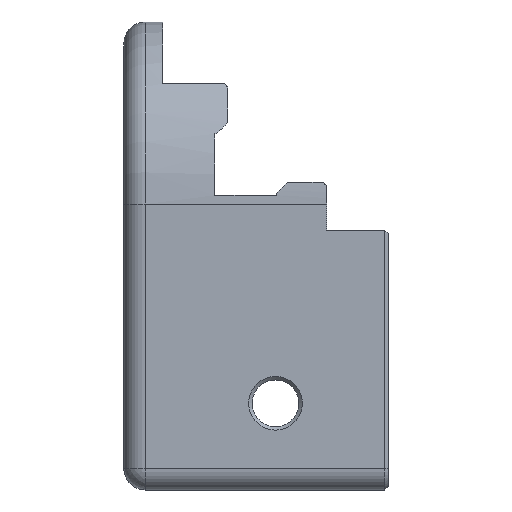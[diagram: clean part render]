
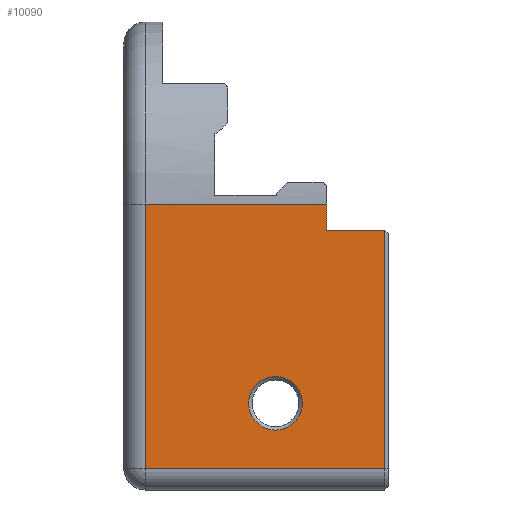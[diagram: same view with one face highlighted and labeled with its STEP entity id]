
A CAD part, front view. The second image highlights one B-rep face of the part: STEP entity #10090.
In plain terms, the highlighted planar face has unit normal (0, -1, 0).
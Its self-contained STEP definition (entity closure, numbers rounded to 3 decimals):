
#493=FACE_BOUND('',#2225,.T.);
#1225=PLANE('',#10609);
#1633=FACE_OUTER_BOUND('',#2224,.T.);
#2224=EDGE_LOOP('',(#8370,#8371,#8372,#8373,#8374,#8375));
#2225=EDGE_LOOP('',(#8376));
#2526=LINE('',#13211,#3295);
#2739=LINE('',#15708,#3508);
#2939=LINE('',#16200,#3708);
#2955=LINE('',#16244,#3724);
#2956=LINE('',#16246,#3725);
#2957=LINE('',#16247,#3726);
#3295=VECTOR('',#10868,10.);
#3508=VECTOR('',#11175,10.);
#3708=VECTOR('',#11659,10.);
#3724=VECTOR('',#11703,10.);
#3725=VECTOR('',#11704,10.);
#3726=VECTOR('',#11705,10.);
#4086=CIRCLE('',#10607,3.1);
#4316=VERTEX_POINT('',#13197);
#4322=VERTEX_POINT('',#13209);
#4523=VERTEX_POINT('',#15707);
#4672=VERTEX_POINT('',#16197);
#4673=VERTEX_POINT('',#16199);
#4686=VERTEX_POINT('',#16238);
#4688=VERTEX_POINT('',#16245);
#5340=EDGE_CURVE('',#4322,#4316,#2526,.T.);
#5728=EDGE_CURVE('',#4316,#4523,#2739,.T.);
#5977=EDGE_CURVE('',#4672,#4673,#2939,.T.);
#5997=EDGE_CURVE('',#4686,#4686,#4086,.T.);
#6000=EDGE_CURVE('',#4673,#4322,#2955,.T.);
#6001=EDGE_CURVE('',#4688,#4672,#2956,.T.);
#6002=EDGE_CURVE('',#4523,#4688,#2957,.T.);
#8370=ORIENTED_EDGE('',*,*,#5728,.F.);
#8371=ORIENTED_EDGE('',*,*,#5340,.F.);
#8372=ORIENTED_EDGE('',*,*,#6000,.F.);
#8373=ORIENTED_EDGE('',*,*,#5977,.F.);
#8374=ORIENTED_EDGE('',*,*,#6001,.F.);
#8375=ORIENTED_EDGE('',*,*,#6002,.F.);
#8376=ORIENTED_EDGE('',*,*,#5997,.F.);
#10090=ADVANCED_FACE('',(#1633,#493),#1225,.F.);
#10607=AXIS2_PLACEMENT_3D('',#16239,#11696,#11697);
#10609=AXIS2_PLACEMENT_3D('',#16243,#11701,#11702);
#10868=DIRECTION('',(1.,0.,0.));
#11175=DIRECTION('',(0.,0.,-1.));
#11659=DIRECTION('',(1.,0.,0.));
#11696=DIRECTION('center_axis',(0.,-1.,0.));
#11697=DIRECTION('ref_axis',(1.,0.,0.));
#11701=DIRECTION('center_axis',(0.,1.,0.));
#11702=DIRECTION('ref_axis',(1.,0.,0.));
#11703=DIRECTION('',(0.,0.,-1.));
#11704=DIRECTION('',(0.,0.,1.));
#11705=DIRECTION('',(-1.,0.,0.));
#13197=CARTESIAN_POINT('',(19.6,0.,-4.));
#13209=CARTESIAN_POINT('',(12.9,0.,-4.));
#13211=CARTESIAN_POINT('',(12.9,0.,-4.));
#15707=CARTESIAN_POINT('',(19.6,0.,-31.5));
#15708=CARTESIAN_POINT('',(19.6,0.,0.875));
#16197=CARTESIAN_POINT('',(-8.,0.,-1.));
#16199=CARTESIAN_POINT('',(12.9,0.,-1.));
#16200=CARTESIAN_POINT('',(-2.875,0.,-1.));
#16238=CARTESIAN_POINT('',(3.9,0.,-24.));
#16239=CARTESIAN_POINT('Origin',(7.,0.,-24.));
#16243=CARTESIAN_POINT('Origin',(4.75,0.,5.75));
#16244=CARTESIAN_POINT('',(12.9,0.,1.5));
#16245=CARTESIAN_POINT('',(-8.,0.,-31.5));
#16246=CARTESIAN_POINT('',(-8.,0.,-1.375));
#16247=CARTESIAN_POINT('',(4.75,0.,-31.5));
